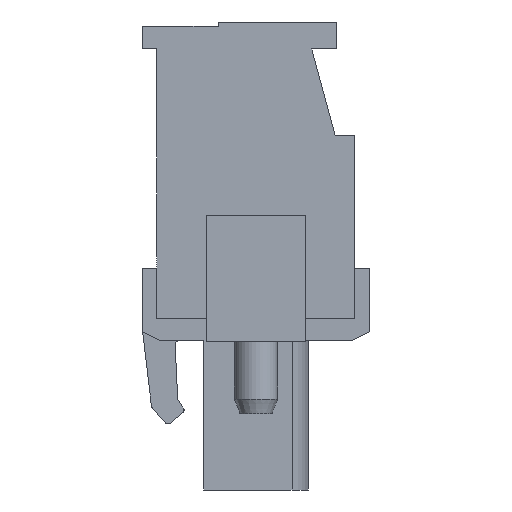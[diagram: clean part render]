
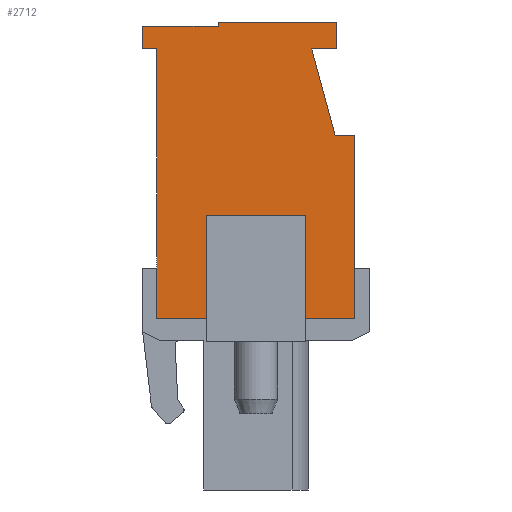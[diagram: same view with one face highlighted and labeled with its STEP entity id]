
A CAD part, left-side view. The second image highlights one B-rep face of the part: STEP entity #2712.
In plain terms, the highlighted planar face has unit normal (-1, 0, 0).
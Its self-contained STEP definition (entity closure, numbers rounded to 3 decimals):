
#2712 = ADVANCED_FACE( '', ( #5588 ), #5589, .T. );
#5588 = FACE_OUTER_BOUND( '', #8716, .T. );
#5589 = PLANE( '', #8717 );
#8716 = EDGE_LOOP( '', ( #16128, #16129, #16130, #16131, #16132, #16133, #16134, #16135, #16136, #16137, #16138, #16139, #16140, #16141, #16142, #16143 ) );
#8717 = AXIS2_PLACEMENT_3D( '', #16144, #16145, #16146 );
#16128 = ORIENTED_EDGE( '', *, *, #22153, .F. );
#16129 = ORIENTED_EDGE( '', *, *, #22154, .F. );
#16130 = ORIENTED_EDGE( '', *, *, #21063, .F. );
#16131 = ORIENTED_EDGE( '', *, *, #22155, .T. );
#16132 = ORIENTED_EDGE( '', *, *, #22156, .T. );
#16133 = ORIENTED_EDGE( '', *, *, #22157, .T. );
#16134 = ORIENTED_EDGE( '', *, *, #19432, .T. );
#16135 = ORIENTED_EDGE( '', *, *, #22158, .T. );
#16136 = ORIENTED_EDGE( '', *, *, #19247, .T. );
#16137 = ORIENTED_EDGE( '', *, *, #22159, .T. );
#16138 = ORIENTED_EDGE( '', *, *, #22160, .T. );
#16139 = ORIENTED_EDGE( '', *, *, #20477, .T. );
#16140 = ORIENTED_EDGE( '', *, *, #22161, .T. );
#16141 = ORIENTED_EDGE( '', *, *, #20973, .T. );
#16142 = ORIENTED_EDGE( '', *, *, #20064, .T. );
#16143 = ORIENTED_EDGE( '', *, *, #22162, .T. );
#16144 = CARTESIAN_POINT( '', ( -20.32, 0., 0. ) );
#16145 = DIRECTION( '', ( -1., 0., 0. ) );
#16146 = DIRECTION( '', ( 0., 0., 1. ) );
#19247 = EDGE_CURVE( '', #23116, #23117, #23118, .T. );
#19432 = EDGE_CURVE( '', #23450, #23451, #23452, .T. );
#20064 = EDGE_CURVE( '', #24535, #24533, #24536, .T. );
#20477 = EDGE_CURVE( '', #25200, #25201, #25202, .T. );
#20973 = EDGE_CURVE( '', #25966, #24535, #25967, .T. );
#21063 = EDGE_CURVE( '', #26105, #26107, #26108, .T. );
#22153 = EDGE_CURVE( '', #27577, #26965, #27578, .T. );
#22154 = EDGE_CURVE( '', #26107, #27577, #27579, .T. );
#22155 = EDGE_CURVE( '', #26105, #27580, #27581, .T. );
#22156 = EDGE_CURVE( '', #27580, #27582, #27583, .T. );
#22157 = EDGE_CURVE( '', #27582, #23450, #27584, .T. );
#22158 = EDGE_CURVE( '', #23451, #23116, #27585, .T. );
#22159 = EDGE_CURVE( '', #23117, #27586, #27587, .T. );
#22160 = EDGE_CURVE( '', #27586, #25200, #27588, .T. );
#22161 = EDGE_CURVE( '', #25201, #25966, #27589, .T. );
#22162 = EDGE_CURVE( '', #24533, #26965, #27590, .T. );
#23116 = VERTEX_POINT( '', #28774 );
#23117 = VERTEX_POINT( '', #28775 );
#23118 = LINE( '', #28776, #28777 );
#23450 = VERTEX_POINT( '', #29262 );
#23451 = VERTEX_POINT( '', #29263 );
#23452 = LINE( '', #29264, #29265 );
#24533 = VERTEX_POINT( '', #30840 );
#24535 = VERTEX_POINT( '', #30843 );
#24536 = LINE( '', #30844, #30845 );
#25200 = VERTEX_POINT( '', #31808 );
#25201 = VERTEX_POINT( '', #31809 );
#25202 = LINE( '', #31810, #31811 );
#25966 = VERTEX_POINT( '', #32931 );
#25967 = LINE( '', #32932, #32933 );
#26105 = VERTEX_POINT( '', #33142 );
#26107 = VERTEX_POINT( '', #33145 );
#26108 = LINE( '', #33146, #33147 );
#26965 = VERTEX_POINT( '', #34422 );
#27577 = VERTEX_POINT( '', #35319 );
#27578 = LINE( '', #35320, #35321 );
#27579 = LINE( '', #35322, #35323 );
#27580 = VERTEX_POINT( '', #35324 );
#27581 = LINE( '', #35325, #35326 );
#27582 = VERTEX_POINT( '', #35327 );
#27583 = LINE( '', #35328, #35329 );
#27584 = LINE( '', #35330, #35331 );
#27585 = LINE( '', #35332, #35333 );
#27586 = VERTEX_POINT( '', #35334 );
#27587 = LINE( '', #35335, #35336 );
#27588 = LINE( '', #35337, #35338 );
#27589 = LINE( '', #35339, #35340 );
#27590 = LINE( '', #35341, #35342 );
#28774 = CARTESIAN_POINT( '', ( -20.32, -4.5, 7.5 ) );
#28775 = CARTESIAN_POINT( '', ( -20.32, -4.5, 9. ) );
#28776 = CARTESIAN_POINT( '', ( -20.32, -4.5, 7.5 ) );
#28777 = VECTOR( '', #36412, 1000. );
#29262 = CARTESIAN_POINT( '', ( -20.32, -4.4, 2.7 ) );
#29263 = CARTESIAN_POINT( '', ( -20.32, -3.1, 7.5 ) );
#29264 = CARTESIAN_POINT( '', ( -20.32, -4.4, 2.7 ) );
#29265 = VECTOR( '', #36584, 1000. );
#30840 = CARTESIAN_POINT( '', ( -20.32, 5.5, -7.5 ) );
#30843 = CARTESIAN_POINT( '', ( -20.32, 5.5, 7.5 ) );
#30844 = CARTESIAN_POINT( '', ( -20.32, 5.5, 7.5 ) );
#30845 = VECTOR( '', #37158, 1000. );
#31808 = CARTESIAN_POINT( '', ( -20.32, 2.1, 8.75 ) );
#31809 = CARTESIAN_POINT( '', ( -20.32, 6.3, 8.75 ) );
#31810 = CARTESIAN_POINT( '', ( -20.32, 2.1, 8.75 ) );
#31811 = VECTOR( '', #37557, 1000. );
#32931 = CARTESIAN_POINT( '', ( -20.32, 6.3, 7.5 ) );
#32932 = CARTESIAN_POINT( '', ( -20.32, 6.3, 7.5 ) );
#32933 = VECTOR( '', #38001, 1000. );
#33142 = CARTESIAN_POINT( '', ( -20.32, -2.75, -7.5 ) );
#33145 = CARTESIAN_POINT( '', ( -20.32, -2.75, -1.75 ) );
#33146 = CARTESIAN_POINT( '', ( -20.32, -2.75, -8.75 ) );
#33147 = VECTOR( '', #38086, 1000. );
#34422 = CARTESIAN_POINT( '', ( -20.32, 2.75, -7.5 ) );
#35319 = CARTESIAN_POINT( '', ( -20.32, 2.75, -1.75 ) );
#35320 = CARTESIAN_POINT( '', ( -20.32, 2.75, -1.75 ) );
#35321 = VECTOR( '', #39005, 1000. );
#35322 = CARTESIAN_POINT( '', ( -20.32, -2.75, -1.75 ) );
#35323 = VECTOR( '', #39006, 1000. );
#35324 = CARTESIAN_POINT( '', ( -20.32, -5.5, -7.5 ) );
#35325 = CARTESIAN_POINT( '', ( -20.32, 5.5, -7.5 ) );
#35326 = VECTOR( '', #39007, 1000. );
#35327 = CARTESIAN_POINT( '', ( -20.32, -5.5, 2.7 ) );
#35328 = CARTESIAN_POINT( '', ( -20.32, -5.5, -7.5 ) );
#35329 = VECTOR( '', #39008, 1000. );
#35330 = CARTESIAN_POINT( '', ( -20.32, -5.5, 2.7 ) );
#35331 = VECTOR( '', #39009, 1000. );
#35332 = CARTESIAN_POINT( '', ( -20.32, -3.1, 7.5 ) );
#35333 = VECTOR( '', #39010, 1000. );
#35334 = CARTESIAN_POINT( '', ( -20.32, 2.1, 9. ) );
#35335 = CARTESIAN_POINT( '', ( -20.32, -4.5, 9. ) );
#35336 = VECTOR( '', #39011, 1000. );
#35337 = CARTESIAN_POINT( '', ( -20.32, 2.1, 9. ) );
#35338 = VECTOR( '', #39012, 1000. );
#35339 = CARTESIAN_POINT( '', ( -20.32, 6.3, 8.75 ) );
#35340 = VECTOR( '', #39013, 1000. );
#35341 = CARTESIAN_POINT( '', ( -20.32, 5.5, -7.5 ) );
#35342 = VECTOR( '', #39014, 1000. );
#36412 = DIRECTION( '', ( 0., 0., 1. ) );
#36584 = DIRECTION( '', ( 0., 0.261, 0.965 ) );
#37158 = DIRECTION( '', ( 0., 0., -1. ) );
#37557 = DIRECTION( '', ( 0., 1., 0. ) );
#38001 = DIRECTION( '', ( 0., -1., 0. ) );
#38086 = DIRECTION( '', ( 0., 0., 1. ) );
#39005 = DIRECTION( '', ( 0., 0., -1. ) );
#39006 = DIRECTION( '', ( 0., 1., 0. ) );
#39007 = DIRECTION( '', ( 0., -1., 0. ) );
#39008 = DIRECTION( '', ( 0., 0., 1. ) );
#39009 = DIRECTION( '', ( 0., 1., 0. ) );
#39010 = DIRECTION( '', ( 0., -1., 0. ) );
#39011 = DIRECTION( '', ( 0., 1., 0. ) );
#39012 = DIRECTION( '', ( 0., 0., -1. ) );
#39013 = DIRECTION( '', ( 0., 0., -1. ) );
#39014 = DIRECTION( '', ( 0., -1., 0. ) );
